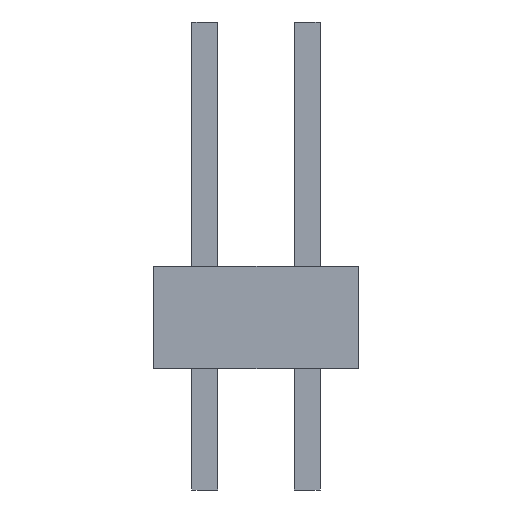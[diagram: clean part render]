
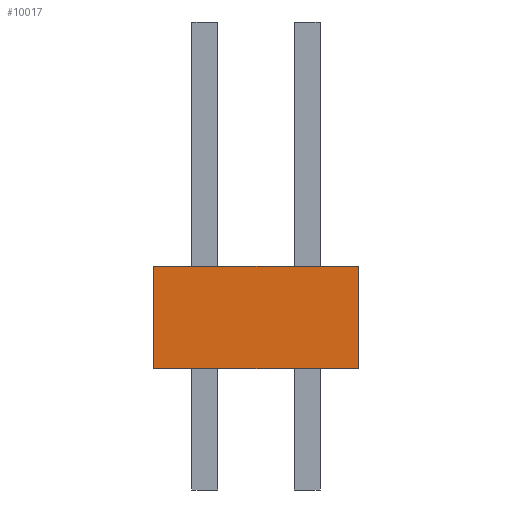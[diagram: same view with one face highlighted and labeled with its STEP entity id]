
A CAD part, left-side view. The second image highlights one B-rep face of the part: STEP entity #10017.
In plain terms, the highlighted planar face has unit normal (-1, 0, 0).
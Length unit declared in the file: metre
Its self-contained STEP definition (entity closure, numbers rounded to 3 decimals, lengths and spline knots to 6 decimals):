
#81 = EDGE_LOOP ( 'NONE', ( #5373, #11028, #2393, #3071 ) ) ;
#1005 = DIRECTION ( 'NONE',  ( 0., 0., 1. ) ) ;
#1019 = DIRECTION ( 'NONE',  ( 0., -1., 0. ) ) ;
#1061 = PLANE ( 'NONE',  #4687 ) ;
#1256 = VECTOR ( 'NONE', #1019, 1. ) ;
#1357 = EDGE_CURVE ( 'NONE', #9906, #9917, #9599, .T. ) ;
#1885 = FACE_OUTER_BOUND ( 'NONE', #81, .T. ) ;
#1949 = CARTESIAN_POINT ( 'NONE',  ( -0.0254, -0.00254, 0.00254 ) ) ;
#2367 = VECTOR ( 'NONE', #6160, 1. ) ;
#2393 = ORIENTED_EDGE ( 'NONE', *, *, #6694, .F. ) ;
#2605 = VERTEX_POINT ( 'NONE', #1949 ) ;
#3071 = ORIENTED_EDGE ( 'NONE', *, *, #9911, .F. ) ;
#3456 = LINE ( 'NONE', #7034, #2367 ) ;
#4199 = DIRECTION ( 'NONE',  ( 0., -1., 0. ) ) ;
#4245 = CARTESIAN_POINT ( 'NONE',  ( -0.0254, 0.00254, 0.00254 ) ) ;
#4385 = DIRECTION ( 'NONE',  ( 0., 0., 1. ) ) ;
#4687 = AXIS2_PLACEMENT_3D ( 'NONE', #9907, #9025, #1005 ) ;
#5373 = ORIENTED_EDGE ( 'NONE', *, *, #1357, .T. ) ;
#5383 = EDGE_CURVE ( 'NONE', #9917, #2605, #3456, .T. ) ;
#5465 = CARTESIAN_POINT ( 'NONE',  ( -0.0254, 0.00254, 0.00254 ) ) ;
#6060 = VERTEX_POINT ( 'NONE', #4245 ) ;
#6160 = DIRECTION ( 'NONE',  ( 0., 0., 1. ) ) ;
#6694 = EDGE_CURVE ( 'NONE', #6060, #2605, #8926, .T. ) ;
#6934 = VECTOR ( 'NONE', #4385, 1. ) ;
#7034 = CARTESIAN_POINT ( 'NONE',  ( -0.0254, -0.00254, 0. ) ) ;
#7093 = LINE ( 'NONE', #10665, #6934 ) ;
#8901 = CARTESIAN_POINT ( 'NONE',  ( -0.0254, -0.00254, 0. ) ) ;
#8926 = LINE ( 'NONE', #5465, #1256 ) ;
#9025 = DIRECTION ( 'NONE',  ( -1., 0., 0. ) ) ;
#9599 = LINE ( 'NONE', #11303, #11342 ) ;
#9730 = CARTESIAN_POINT ( 'NONE',  ( -0.0254, 0.00254, 0. ) ) ;
#9906 = VERTEX_POINT ( 'NONE', #9730 ) ;
#9907 = CARTESIAN_POINT ( 'NONE',  ( -0.0254, 0.00254, 0. ) ) ;
#9911 = EDGE_CURVE ( 'NONE', #9906, #6060, #7093, .T. ) ;
#9917 = VERTEX_POINT ( 'NONE', #8901 ) ;
#10017 = ADVANCED_FACE ( 'NONE', ( #1885 ), #1061, .T. ) ;
#10665 = CARTESIAN_POINT ( 'NONE',  ( -0.0254, 0.00254, 0. ) ) ;
#11028 = ORIENTED_EDGE ( 'NONE', *, *, #5383, .T. ) ;
#11303 = CARTESIAN_POINT ( 'NONE',  ( -0.0254, 0.00254, 0. ) ) ;
#11342 = VECTOR ( 'NONE', #4199, 1. ) ;
